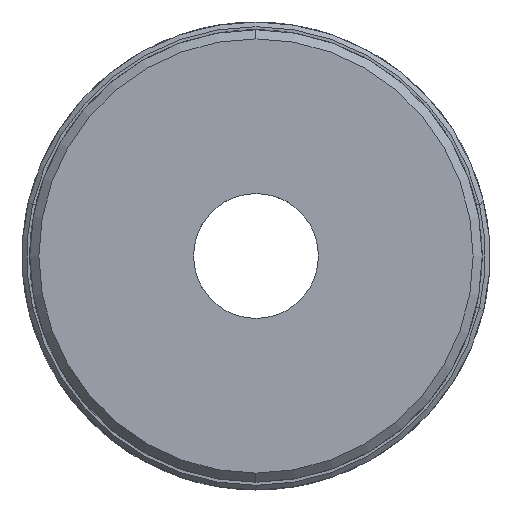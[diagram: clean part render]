
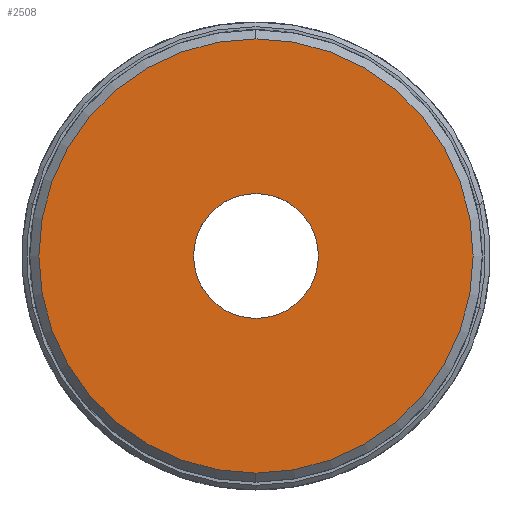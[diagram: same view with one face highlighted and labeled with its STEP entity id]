
A CAD part, left-side view. The second image highlights one B-rep face of the part: STEP entity #2508.
In plain terms, the highlighted planar face has unit normal (-1, 0, 0).
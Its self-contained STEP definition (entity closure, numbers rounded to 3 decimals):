
#54 = CIRCLE ( 'NONE', #2193, 2. ) ;
#79 = DIRECTION ( 'NONE',  ( -1., 0., 0. ) ) ;
#83 = CARTESIAN_POINT ( 'NONE',  ( 0., 0., -6.96 ) ) ;
#138 = CARTESIAN_POINT ( 'NONE',  ( 0., 0., 0. ) ) ;
#151 = CARTESIAN_POINT ( 'NONE',  ( 0., 0., 0. ) ) ;
#345 = VERTEX_POINT ( 'NONE', #83 ) ;
#464 = VERTEX_POINT ( 'NONE', #3839 ) ;
#466 = FACE_BOUND ( 'NONE', #1119, .T. ) ;
#686 = ORIENTED_EDGE ( 'NONE', *, *, #2044, .T. ) ;
#776 = DIRECTION ( 'NONE',  ( 0., 0., 1. ) ) ;
#965 = CARTESIAN_POINT ( 'NONE',  ( 0., 0., 0. ) ) ;
#1087 = DIRECTION ( 'NONE',  ( 0., 0., -1. ) ) ;
#1119 = EDGE_LOOP ( 'NONE', ( #2274, #2078 ) ) ;
#1287 = CARTESIAN_POINT ( 'NONE',  ( 0., 0., 2. ) ) ;
#1368 = DIRECTION ( 'NONE',  ( 0., 0., -1. ) ) ;
#1404 = CIRCLE ( 'NONE', #2955, 6.96 ) ;
#1444 = VERTEX_POINT ( 'NONE', #1287 ) ;
#1540 = AXIS2_PLACEMENT_3D ( 'NONE', #151, #3865, #1087 ) ;
#1544 = CIRCLE ( 'NONE', #3806, 2. ) ;
#1710 = ORIENTED_EDGE ( 'NONE', *, *, #3004, .T. ) ;
#1811 = CARTESIAN_POINT ( 'NONE',  ( 0., 0., -2. ) ) ;
#1849 = DIRECTION ( 'NONE',  ( -1., 0., 0. ) ) ;
#1851 = EDGE_LOOP ( 'NONE', ( #686, #1710 ) ) ;
#2044 = EDGE_CURVE ( 'NONE', #345, #464, #3341, .T. ) ;
#2078 = ORIENTED_EDGE ( 'NONE', *, *, #3247, .F. ) ;
#2185 = DIRECTION ( 'NONE',  ( -1., 0., 0. ) ) ;
#2193 = AXIS2_PLACEMENT_3D ( 'NONE', #965, #2185, #3109 ) ;
#2239 = FACE_OUTER_BOUND ( 'NONE', #1851, .T. ) ;
#2274 = ORIENTED_EDGE ( 'NONE', *, *, #3771, .F. ) ;
#2330 = DIRECTION ( 'NONE',  ( -1., 0., 0. ) ) ;
#2508 = ADVANCED_FACE ( 'NONE', ( #2239, #466 ), #2918, .F. ) ;
#2882 = AXIS2_PLACEMENT_3D ( 'NONE', #3999, #1849, #3169 ) ;
#2918 = PLANE ( 'NONE',  #1540 ) ;
#2955 = AXIS2_PLACEMENT_3D ( 'NONE', #138, #2330, #1368 ) ;
#3004 = EDGE_CURVE ( 'NONE', #464, #345, #1404, .T. ) ;
#3109 = DIRECTION ( 'NONE',  ( 0., 0., 1. ) ) ;
#3169 = DIRECTION ( 'NONE',  ( 0., 0., -1. ) ) ;
#3239 = CARTESIAN_POINT ( 'NONE',  ( 0., 0., 0. ) ) ;
#3247 = EDGE_CURVE ( 'NONE', #3588, #1444, #54, .T. ) ;
#3341 = CIRCLE ( 'NONE', #2882, 6.96 ) ;
#3588 = VERTEX_POINT ( 'NONE', #1811 ) ;
#3771 = EDGE_CURVE ( 'NONE', #1444, #3588, #1544, .T. ) ;
#3806 = AXIS2_PLACEMENT_3D ( 'NONE', #3239, #79, #776 ) ;
#3839 = CARTESIAN_POINT ( 'NONE',  ( 0., 0., 6.96 ) ) ;
#3865 = DIRECTION ( 'NONE',  ( 1., 0., 0. ) ) ;
#3999 = CARTESIAN_POINT ( 'NONE',  ( 0., 0., 0. ) ) ;
